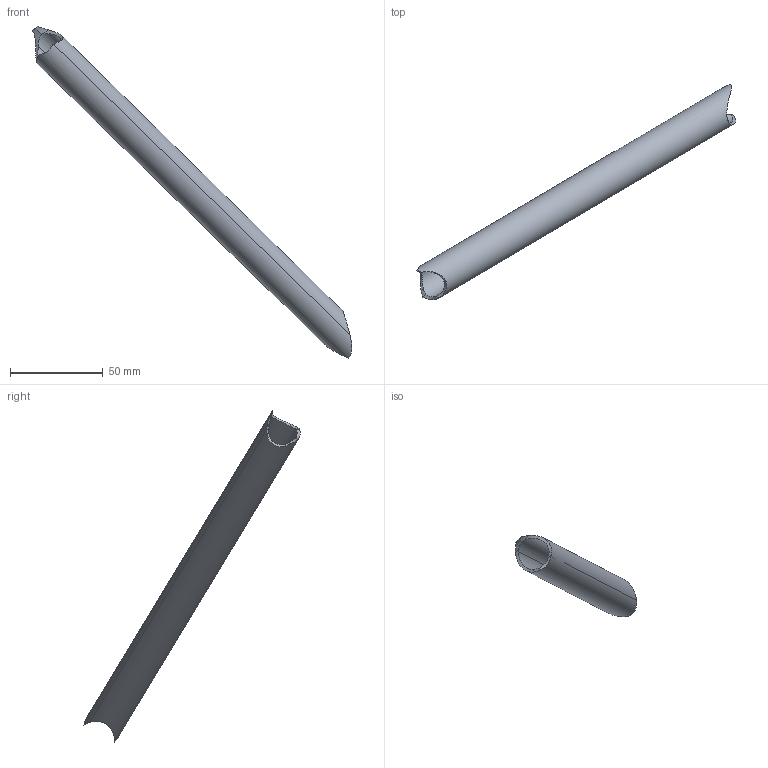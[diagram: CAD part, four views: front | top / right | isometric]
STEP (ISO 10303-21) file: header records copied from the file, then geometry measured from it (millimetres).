
FILE_DESCRIPTION(('CATIA V5 STEP Exchange'),'2;1');
FILE_NAME('86.stp','2021-12-11T11:18:56+00:00',('none'),('none'),'CATIA Version 5 Release 19 SP 2 (IN-10)','CATIA V5 STEP AP203','none');
FILE_SCHEMA(('CONFIG_CONTROL_DESIGN'));
Length unit declared in the file: millimetre
Products named in the file (1): Shape_215
Bounding box: 172.67 x 116.86 x 179.4 mm (x, y, z)
Volume: 21066.9 mm3; surface area: 28380 mm2
Topology: 1 solids, 1 shells, 16 faces, 48 edges, 32 vertices
Faces by surface type: cylinder 15, plane 1
Entity records: 791 total; most frequent: CARTESIAN_POINT 404, ORIENTED_EDGE 96, EDGE_CURVE 48, B_SPLINE_CURVE_WITH_KNOTS 39, DIRECTION 33, VERTEX_POINT 32, ADVANCED_FACE 16, EDGE_LOOP 16
